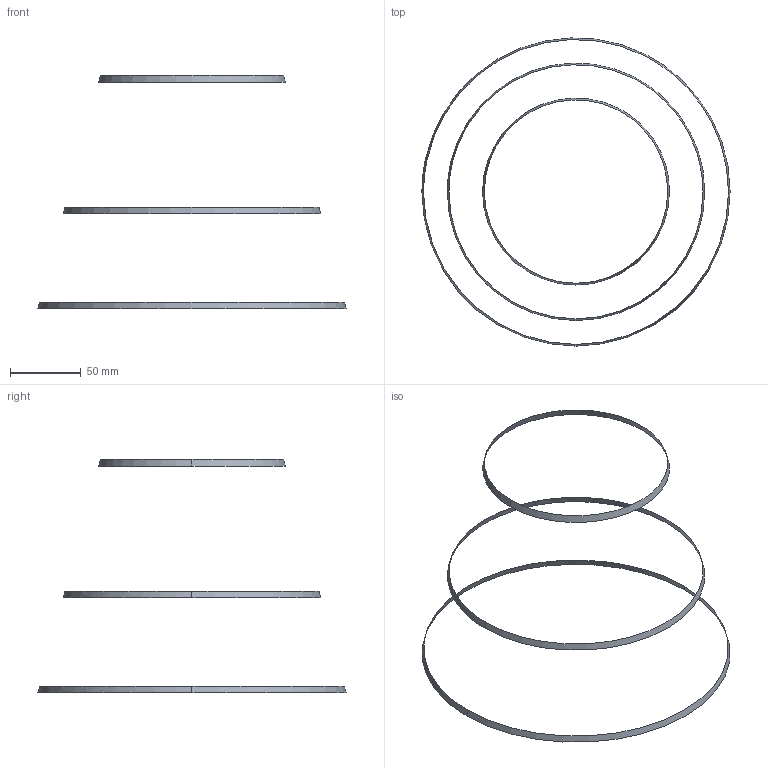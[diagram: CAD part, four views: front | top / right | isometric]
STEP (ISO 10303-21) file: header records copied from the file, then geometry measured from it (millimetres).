
FILE_DESCRIPTION(('CATIA V5 STEP Exchange'),'2;1');
FILE_NAME('anillo_2.stp','2021-11-29T12:07:04+00:00',('none'),('none'),'CATIA Version 5 Release 21 GA (IN-10)','CATIA V5 STEP AP203','none');
FILE_SCHEMA(('CONFIG_CONTROL_DESIGN'));
Length unit declared in the file: millimetre
Products named in the file (1): Cono
Bounding box: 217.86 x 217.8 x 164.83 mm (x, y, z)
Surface area: 7879.7 mm2 (no closed solid volume)
Topology: 0 solids, 3 shells, 11 faces, 33 edges, 22 vertices
Faces by surface type: bspline 5, cone 4, plane 2
Entity records: 904 total; most frequent: CARTESIAN_POINT 625, ORIENTED_EDGE 44, EDGE_CURVE 33, DIRECTION 28, VERTEX_POINT 22, B_SPLINE_CURVE_WITH_KNOTS 17, AXIS2_PLACEMENT_3D 15, ADVANCED_FACE 11
